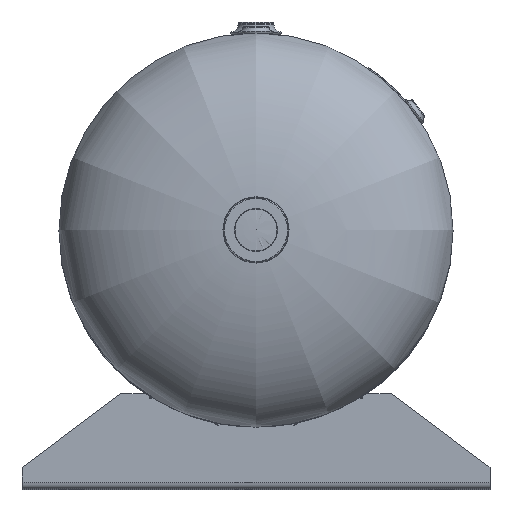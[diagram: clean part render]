
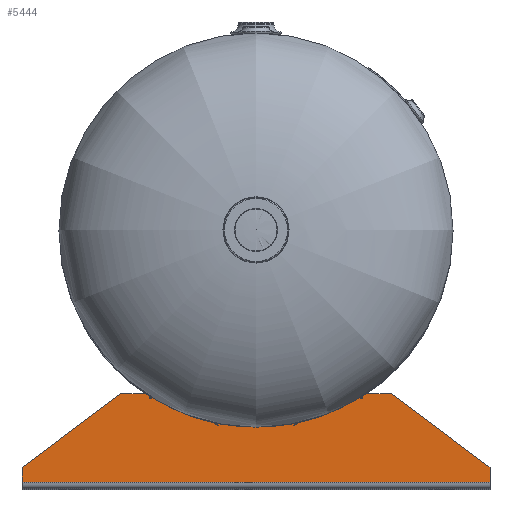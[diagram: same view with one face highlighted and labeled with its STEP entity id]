
A CAD part, top view. The second image highlights one B-rep face of the part: STEP entity #5444.
In plain terms, the highlighted face is planar.
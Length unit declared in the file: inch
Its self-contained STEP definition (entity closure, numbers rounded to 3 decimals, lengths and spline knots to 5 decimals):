
#377=CIRCLE('',#5997,8.0604);
#396=CIRCLE('',#6021,8.);
#398=CIRCLE('',#6026,8.0604);
#399=CIRCLE('',#6031,8.);
#402=CIRCLE('',#6040,8.0604);
#404=CIRCLE('',#6045,8.);
#405=CIRCLE('',#6047,8.);
#406=CIRCLE('',#6048,8.0604);
#407=CIRCLE('',#6049,8.);
#732=LINE('',#10591,#1148);
#736=LINE('',#10600,#1152);
#774=LINE('',#10721,#1190);
#777=LINE('',#10726,#1193);
#784=LINE('',#10747,#1200);
#787=LINE('',#10755,#1203);
#791=LINE('',#10769,#1207);
#792=LINE('',#10773,#1208);
#793=LINE('',#10777,#1209);
#794=LINE('',#10779,#1210);
#795=LINE('',#10781,#1211);
#796=LINE('',#10783,#1212);
#797=LINE('',#10785,#1213);
#798=LINE('',#10787,#1214);
#799=LINE('',#10788,#1215);
#1148=VECTOR('',#7267,0.3937);
#1152=VECTOR('',#7273,0.3937);
#1190=VECTOR('',#7379,0.3937);
#1193=VECTOR('',#7384,0.3937);
#1200=VECTOR('',#7409,0.3937);
#1203=VECTOR('',#7418,0.3937);
#1207=VECTOR('',#7434,0.3937);
#1208=VECTOR('',#7437,0.3937);
#1209=VECTOR('',#7440,0.3937);
#1210=VECTOR('',#7441,0.3937);
#1211=VECTOR('',#7442,0.3937);
#1212=VECTOR('',#7443,0.3937);
#1213=VECTOR('',#7444,0.3937);
#1214=VECTOR('',#7445,0.3937);
#1215=VECTOR('',#7446,0.3937);
#1410=PLANE('',#6046);
#1812=FACE_OUTER_BOUND('',#2219,.T.);
#2219=EDGE_LOOP('',(#4920,#4921,#4922,#4923,#4924,#4925,#4926,#4927,#4928,
#4929,#4930,#4931,#4932,#4933,#4934,#4935,#4936,#4937,#4938,#4939,#4940,
#4941,#4942,#4943));
#2768=VERTEX_POINT('',#10588);
#2769=VERTEX_POINT('',#10590);
#2772=VERTEX_POINT('',#10597);
#2773=VERTEX_POINT('',#10599);
#2816=VERTEX_POINT('',#10698);
#2820=VERTEX_POINT('',#10712);
#2821=VERTEX_POINT('',#10714);
#2822=VERTEX_POINT('',#10720);
#2823=VERTEX_POINT('',#10724);
#2828=VERTEX_POINT('',#10746);
#2829=VERTEX_POINT('',#10750);
#2830=VERTEX_POINT('',#10754);
#2832=VERTEX_POINT('',#10762);
#2833=VERTEX_POINT('',#10766);
#2834=VERTEX_POINT('',#10768);
#2835=VERTEX_POINT('',#10770);
#2836=VERTEX_POINT('',#10772);
#2837=VERTEX_POINT('',#10774);
#2838=VERTEX_POINT('',#10776);
#2839=VERTEX_POINT('',#10778);
#2840=VERTEX_POINT('',#10780);
#2841=VERTEX_POINT('',#10782);
#2842=VERTEX_POINT('',#10784);
#2843=VERTEX_POINT('',#10786);
#3464=EDGE_CURVE('',#2769,#2768,#732,.T.);
#3468=EDGE_CURVE('',#2773,#2772,#736,.T.);
#3471=EDGE_CURVE('',#2768,#2773,#377,.T.);
#3518=EDGE_CURVE('',#2816,#2769,#396,.T.);
#3526=EDGE_CURVE('',#2821,#2820,#398,.T.);
#3529=EDGE_CURVE('',#2822,#2821,#774,.T.);
#3532=EDGE_CURVE('',#2820,#2823,#777,.T.);
#3533=EDGE_CURVE('',#2772,#2822,#399,.T.);
#3542=EDGE_CURVE('',#2828,#2816,#784,.T.);
#3544=EDGE_CURVE('',#2829,#2828,#402,.T.);
#3546=EDGE_CURVE('',#2830,#2829,#787,.T.);
#3550=EDGE_CURVE('',#2832,#2830,#404,.T.);
#3552=EDGE_CURVE('',#2823,#2833,#405,.T.);
#3553=EDGE_CURVE('',#2833,#2834,#791,.T.);
#3554=EDGE_CURVE('',#2834,#2835,#406,.T.);
#3555=EDGE_CURVE('',#2835,#2836,#792,.T.);
#3556=EDGE_CURVE('',#2836,#2837,#407,.T.);
#3557=EDGE_CURVE('',#2838,#2837,#793,.T.);
#3558=EDGE_CURVE('',#2839,#2838,#794,.T.);
#3559=EDGE_CURVE('',#2839,#2840,#795,.T.);
#3560=EDGE_CURVE('',#2841,#2840,#796,.T.);
#3561=EDGE_CURVE('',#2841,#2842,#797,.T.);
#3562=EDGE_CURVE('',#2843,#2842,#798,.T.);
#3563=EDGE_CURVE('',#2832,#2843,#799,.T.);
#4920=ORIENTED_EDGE('',*,*,#3468,.T.);
#4921=ORIENTED_EDGE('',*,*,#3533,.T.);
#4922=ORIENTED_EDGE('',*,*,#3529,.T.);
#4923=ORIENTED_EDGE('',*,*,#3526,.T.);
#4924=ORIENTED_EDGE('',*,*,#3532,.T.);
#4925=ORIENTED_EDGE('',*,*,#3552,.T.);
#4926=ORIENTED_EDGE('',*,*,#3553,.T.);
#4927=ORIENTED_EDGE('',*,*,#3554,.T.);
#4928=ORIENTED_EDGE('',*,*,#3555,.T.);
#4929=ORIENTED_EDGE('',*,*,#3556,.T.);
#4930=ORIENTED_EDGE('',*,*,#3557,.F.);
#4931=ORIENTED_EDGE('',*,*,#3558,.F.);
#4932=ORIENTED_EDGE('',*,*,#3559,.T.);
#4933=ORIENTED_EDGE('',*,*,#3560,.F.);
#4934=ORIENTED_EDGE('',*,*,#3561,.T.);
#4935=ORIENTED_EDGE('',*,*,#3562,.F.);
#4936=ORIENTED_EDGE('',*,*,#3563,.F.);
#4937=ORIENTED_EDGE('',*,*,#3550,.T.);
#4938=ORIENTED_EDGE('',*,*,#3546,.T.);
#4939=ORIENTED_EDGE('',*,*,#3544,.T.);
#4940=ORIENTED_EDGE('',*,*,#3542,.T.);
#4941=ORIENTED_EDGE('',*,*,#3518,.T.);
#4942=ORIENTED_EDGE('',*,*,#3464,.T.);
#4943=ORIENTED_EDGE('',*,*,#3471,.T.);
#5444=ADVANCED_FACE('',(#1812),#1410,.T.);
#5997=AXIS2_PLACEMENT_3D('',#10604,#7279,#7280);
#6021=AXIS2_PLACEMENT_3D('',#10699,#7355,#7356);
#6026=AXIS2_PLACEMENT_3D('',#10715,#7371,#7372);
#6031=AXIS2_PLACEMENT_3D('',#10728,#7387,#7388);
#6040=AXIS2_PLACEMENT_3D('',#10751,#7413,#7414);
#6045=AXIS2_PLACEMENT_3D('',#10763,#7427,#7428);
#6046=AXIS2_PLACEMENT_3D('',#10765,#7430,#7431);
#6047=AXIS2_PLACEMENT_3D('',#10767,#7432,#7433);
#6048=AXIS2_PLACEMENT_3D('',#10771,#7435,#7436);
#6049=AXIS2_PLACEMENT_3D('',#10775,#7438,#7439);
#7267=DIRECTION('',(0.203,0.,-0.979));
#7273=DIRECTION('',(-0.191,0.,0.982));
#7279=DIRECTION('center_axis',(0.,1.,0.));
#7280=DIRECTION('ref_axis',(-1.,0.,0.));
#7355=DIRECTION('center_axis',(0.,1.,0.));
#7356=DIRECTION('ref_axis',(0.561,0.,-0.828));
#7371=DIRECTION('center_axis',(0.,1.,0.));
#7372=DIRECTION('ref_axis',(1.,0.,0.));
#7379=DIRECTION('',(-0.191,0.,-0.982));
#7384=DIRECTION('',(0.203,0.,0.979));
#7387=DIRECTION('center_axis',(0.,1.,0.));
#7388=DIRECTION('ref_axis',(0.561,0.,-0.828));
#7409=DIRECTION('',(-0.528,0.,0.849));
#7413=DIRECTION('center_axis',(0.,1.,0.));
#7414=DIRECTION('ref_axis',(-1.,0.,0.));
#7418=DIRECTION('',(0.538,0.,-0.843));
#7427=DIRECTION('center_axis',(0.,1.,0.));
#7428=DIRECTION('ref_axis',(0.561,0.,-0.828));
#7430=DIRECTION('center_axis',(0.,-1.,0.));
#7431=DIRECTION('ref_axis',(0.,0.,-1.));
#7432=DIRECTION('center_axis',(0.,1.,0.));
#7433=DIRECTION('ref_axis',(0.561,0.,-0.828));
#7434=DIRECTION('',(-0.528,0.,-0.849));
#7435=DIRECTION('center_axis',(0.,1.,0.));
#7436=DIRECTION('ref_axis',(1.,0.,0.));
#7437=DIRECTION('',(0.538,0.,0.843));
#7438=DIRECTION('center_axis',(0.,1.,0.));
#7439=DIRECTION('ref_axis',(0.561,0.,-0.828));
#7440=DIRECTION('',(1.,0.,0.));
#7441=DIRECTION('',(0.8,0.,0.6));
#7442=DIRECTION('',(0.,0.,-1.));
#7443=DIRECTION('',(-1.,0.,0.));
#7444=DIRECTION('',(0.,0.,1.));
#7445=DIRECTION('',(0.8,0.,-0.6));
#7446=DIRECTION('',(1.,0.,0.));
#10588=CARTESIAN_POINT('',(1.63852,-2.,2.6079));
#10590=CARTESIAN_POINT('',(1.62625,-2.,2.66704));
#10591=CARTESIAN_POINT('',(1.66792,-2.,2.46632));
#10597=CARTESIAN_POINT('',(1.52894,-2.,2.64746));
#10599=CARTESIAN_POINT('',(1.54049,-2.,2.58818));
#10600=CARTESIAN_POINT('',(0.81138,-2.,6.33284));
#10604=CARTESIAN_POINT('Origin',(0.,-2.,10.5));
#10698=CARTESIAN_POINT('',(4.22267,-2.,3.70522));
#10699=CARTESIAN_POINT('Origin',(0.,-2.,10.5));
#10712=CARTESIAN_POINT('',(-1.63852,-2.,2.6079));
#10714=CARTESIAN_POINT('',(-1.54049,-2.,2.58818));
#10715=CARTESIAN_POINT('Origin',(0.,-2.,10.5));
#10720=CARTESIAN_POINT('',(-1.52894,-2.,2.64746));
#10721=CARTESIAN_POINT('',(-1.15837,-2.,4.55069));
#10724=CARTESIAN_POINT('',(-1.62625,-2.,2.66704));
#10726=CARTESIAN_POINT('',(-2.06049,-2.,0.57547));
#10728=CARTESIAN_POINT('Origin',(0.,-2.,10.5));
#10746=CARTESIAN_POINT('',(4.25455,-2.,3.65392));
#10747=CARTESIAN_POINT('',(1.03026,-2.,8.84219));
#10750=CARTESIAN_POINT('',(4.33915,-2.,3.70723));
#10751=CARTESIAN_POINT('Origin',(0.,-2.,10.5));
#10754=CARTESIAN_POINT('',(4.30664,-2.,3.75813));
#10755=CARTESIAN_POINT('',(3.17479,-2.,5.52999));
#10762=CARTESIAN_POINT('',(4.48582,-2.,3.876));
#10763=CARTESIAN_POINT('Origin',(0.,-2.,10.5));
#10765=CARTESIAN_POINT('Origin',(-9.5,-2.,0.));
#10766=CARTESIAN_POINT('',(-4.22267,-2.,3.70522));
#10767=CARTESIAN_POINT('Origin',(0.,-2.,10.5));
#10768=CARTESIAN_POINT('',(-4.25455,-2.,3.65392));
#10769=CARTESIAN_POINT('',(-3.67704,-2.,4.5832));
#10770=CARTESIAN_POINT('',(-4.33915,-2.,3.70723));
#10771=CARTESIAN_POINT('Origin',(0.,-2.,10.5));
#10772=CARTESIAN_POINT('',(-4.30664,-2.,3.75813));
#10773=CARTESIAN_POINT('',(-5.92789,-2.,1.22013));
#10774=CARTESIAN_POINT('',(-4.48582,-2.,3.876));
#10775=CARTESIAN_POINT('Origin',(0.,-2.,10.5));
#10776=CARTESIAN_POINT('',(-5.5,-2.,3.876));
#10777=CARTESIAN_POINT('',(-9.5,-2.,3.876));
#10778=CARTESIAN_POINT('',(-9.5,-2.,0.876));
#10779=CARTESIAN_POINT('',(-8.71024,-2.,1.46832));
#10780=CARTESIAN_POINT('',(-9.5,-2.,0.269));
#10781=CARTESIAN_POINT('',(-9.5,-2.,3.876));
#10782=CARTESIAN_POINT('',(9.5,-2.,0.269));
#10783=CARTESIAN_POINT('',(-9.5,-2.,0.269));
#10784=CARTESIAN_POINT('',(9.5,-2.,0.876));
#10785=CARTESIAN_POINT('',(9.5,-2.,3.876));
#10786=CARTESIAN_POINT('',(5.5,-2.,3.876));
#10787=CARTESIAN_POINT('',(2.63024,-2.,6.02832));
#10788=CARTESIAN_POINT('',(-9.5,-2.,3.876));
